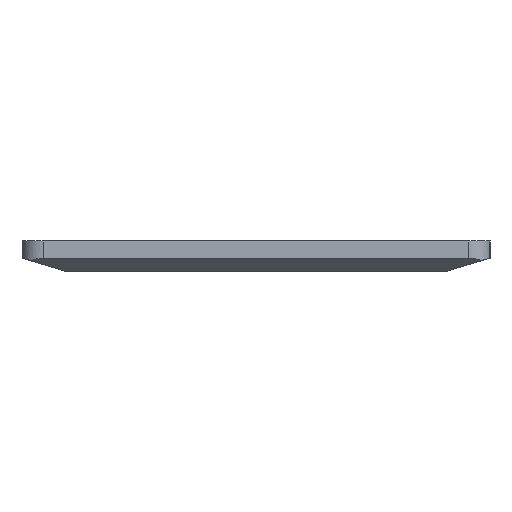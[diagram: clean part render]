
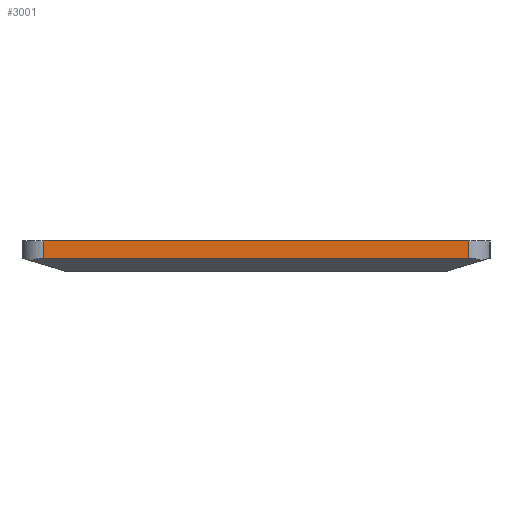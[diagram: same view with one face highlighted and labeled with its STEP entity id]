
A CAD part, left-side view. The second image highlights one B-rep face of the part: STEP entity #3001.
In plain terms, the highlighted planar face has unit normal (-1, 0, 0).
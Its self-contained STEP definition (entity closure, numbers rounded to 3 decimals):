
#233=FACE_OUTER_BOUND('',#399,.T.);
#399=EDGE_LOOP('',(#2382,#2383,#2384,#2385));
#587=LINE('',#4418,#941);
#707=LINE('',#4750,#1061);
#708=LINE('',#4756,#1062);
#709=LINE('',#4757,#1063);
#941=VECTOR('',#3539,10.);
#1061=VECTOR('',#3829,10.);
#1062=VECTOR('',#3836,10.);
#1063=VECTOR('',#3837,10.);
#1261=VERTEX_POINT('',#4415);
#1262=VERTEX_POINT('',#4417);
#1389=VERTEX_POINT('',#4749);
#1391=VERTEX_POINT('',#4755);
#1588=EDGE_CURVE('',#1262,#1261,#587,.T.);
#1754=EDGE_CURVE('',#1389,#1262,#707,.T.);
#1757=EDGE_CURVE('',#1391,#1261,#708,.T.);
#1758=EDGE_CURVE('',#1389,#1391,#709,.T.);
#2382=ORIENTED_EDGE('',*,*,#1588,.T.);
#2383=ORIENTED_EDGE('',*,*,#1757,.F.);
#2384=ORIENTED_EDGE('',*,*,#1758,.F.);
#2385=ORIENTED_EDGE('',*,*,#1754,.T.);
#2868=PLANE('',#3224);
#3001=ADVANCED_FACE('',(#233),#2868,.T.);
#3224=AXIS2_PLACEMENT_3D('',#4754,#3834,#3835);
#3539=DIRECTION('',(0.,1.,0.));
#3829=DIRECTION('',(0.,0.,1.));
#3834=DIRECTION('center_axis',(-1.,0.,0.));
#3835=DIRECTION('ref_axis',(0.,-1.,0.));
#3836=DIRECTION('',(0.,0.,1.));
#3837=DIRECTION('',(0.,1.,0.));
#4415=CARTESIAN_POINT('',(-235.55,78.15,7.));
#4417=CARTESIAN_POINT('',(-235.55,-21.,7.));
#4418=CARTESIAN_POINT('',(-235.55,53.363,7.));
#4749=CARTESIAN_POINT('',(-235.55,-21.,3.));
#4750=CARTESIAN_POINT('',(-235.55,-21.,6.));
#4754=CARTESIAN_POINT('Origin',(-235.55,78.15,0.));
#4755=CARTESIAN_POINT('',(-235.55,78.15,3.));
#4756=CARTESIAN_POINT('',(-235.55,78.15,6.));
#4757=CARTESIAN_POINT('',(-235.55,53.363,3.));
